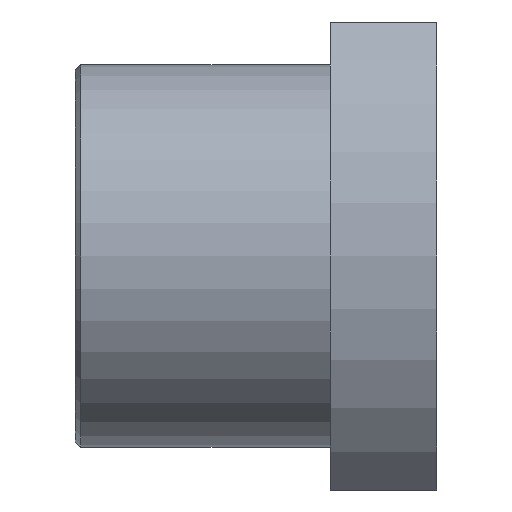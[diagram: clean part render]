
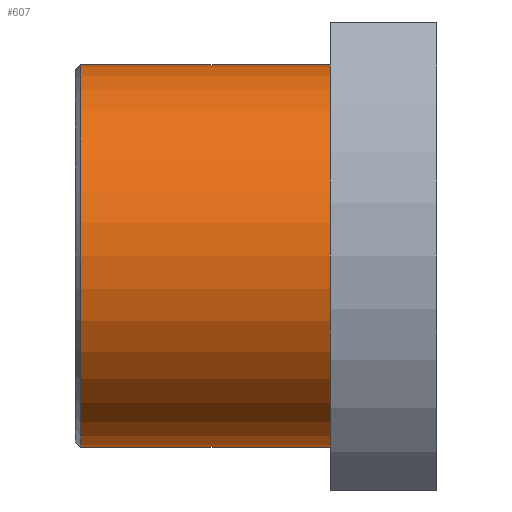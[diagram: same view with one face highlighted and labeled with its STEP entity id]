
A CAD part, front view. The second image highlights one B-rep face of the part: STEP entity #607.
In plain terms, the highlighted cylindrical face has radius 18 mm (diameter 36 mm), a partial arc.
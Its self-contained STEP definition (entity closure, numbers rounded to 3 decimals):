
#42 = CIRCLE ( 'NONE', #512, 18. ) ;
#63 = EDGE_CURVE ( 'NONE', #316, #821, #193, .T. ) ;
#154 = DIRECTION ( 'NONE',  ( -1., 0., 0. ) ) ;
#193 = LINE ( 'NONE', #482, #198 ) ;
#198 = VECTOR ( 'NONE', #335, 1000. ) ;
#231 = EDGE_CURVE ( 'NONE', #821, #892, #772, .T. ) ;
#259 = CARTESIAN_POINT ( 'NONE',  ( -36.059, 0., 18. ) ) ;
#282 = FACE_OUTER_BOUND ( 'NONE', #614, .T. ) ;
#297 = EDGE_CURVE ( 'NONE', #438, #892, #738, .T. ) ;
#316 = VERTEX_POINT ( 'NONE', #699 ) ;
#325 = DIRECTION ( 'NONE',  ( -1., 0., 0. ) ) ;
#335 = DIRECTION ( 'NONE',  ( -1., 0., 0. ) ) ;
#354 = CARTESIAN_POINT ( 'NONE',  ( -12.559, 0., 0. ) ) ;
#380 = ORIENTED_EDGE ( 'NONE', *, *, #63, .T. ) ;
#384 = DIRECTION ( 'NONE',  ( 0., 0., 1. ) ) ;
#437 = CARTESIAN_POINT ( 'NONE',  ( -340.807, 0., -18. ) ) ;
#438 = VERTEX_POINT ( 'NONE', #874 ) ;
#482 = CARTESIAN_POINT ( 'NONE',  ( -340.807, 0., 18. ) ) ;
#512 = AXIS2_PLACEMENT_3D ( 'NONE', #354, #325, #384 ) ;
#541 = ORIENTED_EDGE ( 'NONE', *, *, #670, .T. ) ;
#579 = CARTESIAN_POINT ( 'NONE',  ( -340.807, 0., 0. ) ) ;
#595 = AXIS2_PLACEMENT_3D ( 'NONE', #951, #749, #603 ) ;
#603 = DIRECTION ( 'NONE',  ( 0., 0., -1. ) ) ;
#607 = ADVANCED_FACE ( 'NONE', ( #282 ), #747, .T. ) ;
#614 = EDGE_LOOP ( 'NONE', ( #826, #541, #380, #711 ) ) ;
#670 = EDGE_CURVE ( 'NONE', #438, #316, #42, .T. ) ;
#675 = VECTOR ( 'NONE', #154, 1000. ) ;
#699 = CARTESIAN_POINT ( 'NONE',  ( -12.559, 0., 18. ) ) ;
#711 = ORIENTED_EDGE ( 'NONE', *, *, #231, .T. ) ;
#738 = LINE ( 'NONE', #437, #675 ) ;
#747 = CYLINDRICAL_SURFACE ( 'NONE', #797, 18. ) ;
#749 = DIRECTION ( 'NONE',  ( 1., 0., 0. ) ) ;
#772 = CIRCLE ( 'NONE', #595, 18. ) ;
#788 = CARTESIAN_POINT ( 'NONE',  ( -36.059, 0., -18. ) ) ;
#797 = AXIS2_PLACEMENT_3D ( 'NONE', #579, #898, #801 ) ;
#801 = DIRECTION ( 'NONE',  ( 0., 0., 1. ) ) ;
#821 = VERTEX_POINT ( 'NONE', #259 ) ;
#826 = ORIENTED_EDGE ( 'NONE', *, *, #297, .F. ) ;
#874 = CARTESIAN_POINT ( 'NONE',  ( -12.559, 0., -18. ) ) ;
#892 = VERTEX_POINT ( 'NONE', #788 ) ;
#898 = DIRECTION ( 'NONE',  ( -1., 0., 0. ) ) ;
#951 = CARTESIAN_POINT ( 'NONE',  ( -36.059, 0., 0. ) ) ;
